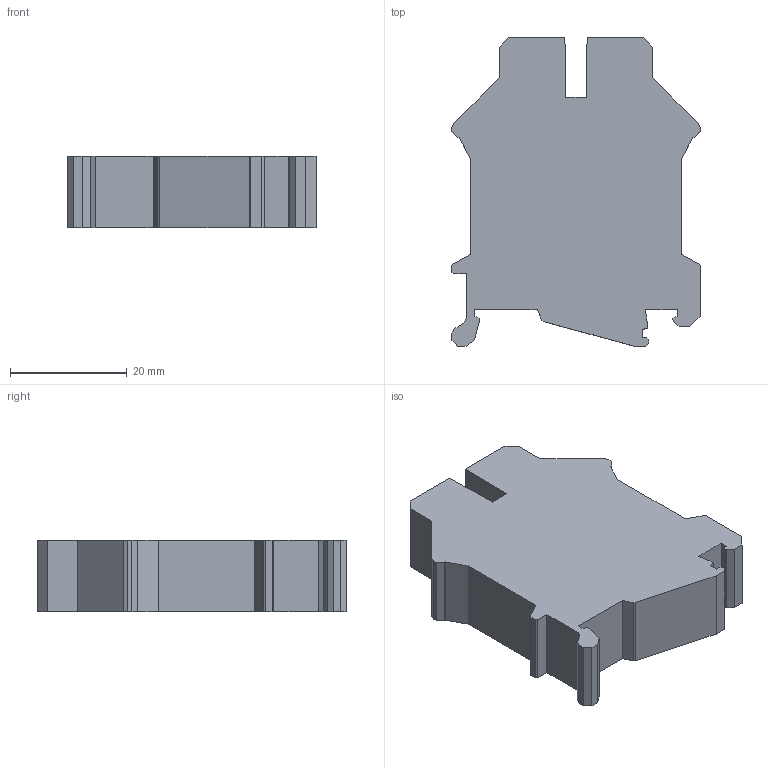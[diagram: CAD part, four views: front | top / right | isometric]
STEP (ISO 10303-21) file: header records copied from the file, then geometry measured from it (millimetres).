
FILE_DESCRIPTION( ('This file contains a STEP AP42 implementation' ,'as created by ZW3D STEP Interface translator.') ,'2;1' );
FILE_NAME( 'GUK16.stp' ,'22 3 4.153953', (''), ('ZWCAD Software Co.'), 'Version 1.0', 'ZW3D to STEP translator', '' );
FILE_SCHEMA(('AUTOMOTIVE_DESIGN'));
Length unit declared in the file: millimetre
Products named in the file (1): 0
Bounding box: 42.5 x 52.8 x 12.2 mm (x, y, z)
Volume: 21106.1 mm3; surface area: 6206.8 mm2
Topology: 1 solids, 1 shells, 71 faces, 212 edges, 143 vertices
Faces by surface type: bspline 71
Entity records: 2644 total; most frequent: CARTESIAN_POINT 1343, ORIENTED_EDGE 426, EDGE_CURVE 212, B_SPLINE_CURVE_WITH_KNOTS 161, VERTEX_POINT 143, EDGE_LOOP 71, FACE_OUTER_BOUND 71, ADVANCED_FACE 71
